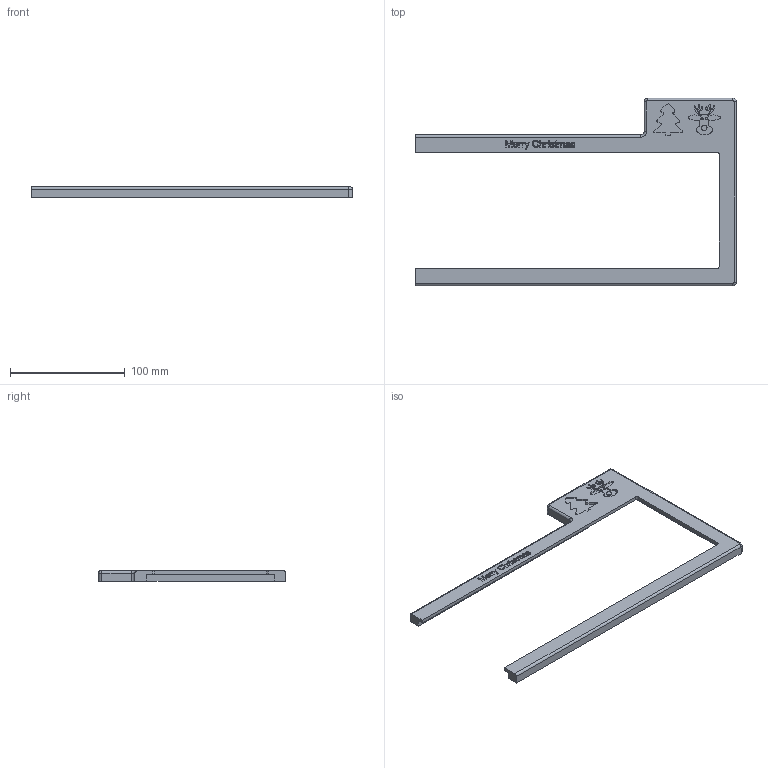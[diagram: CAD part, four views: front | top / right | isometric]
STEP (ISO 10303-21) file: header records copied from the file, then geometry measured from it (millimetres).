
FILE_DESCRIPTION(/* description */ (''),/* implementation_level */ '2;1');
FILE_NAME(/* name */ 'KB Top Case R.step',/* time_stamp */ '2026-01-08T09:36:56+01:00',/* author */ (''),/* organization */ (''),/* preprocessor_version */ 'ST-DEVELOPER v20.1',/* originating_system */ 'Autodesk Translation Framework v14.21.0.0',/* authorisation */ '');
FILE_SCHEMA (('AUTOMOTIVE_DESIGN { 1 0 10303 214 3 1 1 }'));
Length unit declared in the file: millimetre
Products named in the file (1): 2026-01-01-14-28-58-395
Bounding box: 280.09 x 163.49 x 9 mm (x, y, z)
Volume: 79437.4 mm3; surface area: 38709.4 mm2
Topology: 1 solids, 1 shells, 386 faces, 1054 edges, 700 vertices
Faces by surface type: bspline 213, plane 148, cylinder 24, torus 1
Full cylindrical faces by diameter (mm): 2 x2, 3 x8, 4.7 x1
Entity records: 15328 total; most frequent: CARTESIAN_POINT 6955, ORIENTED_EDGE 2108, EDGE_CURVE 1054, DIRECTION 1034, VERTEX_POINT 700, LINE 582, VECTOR 582, EDGE_LOOP 416
